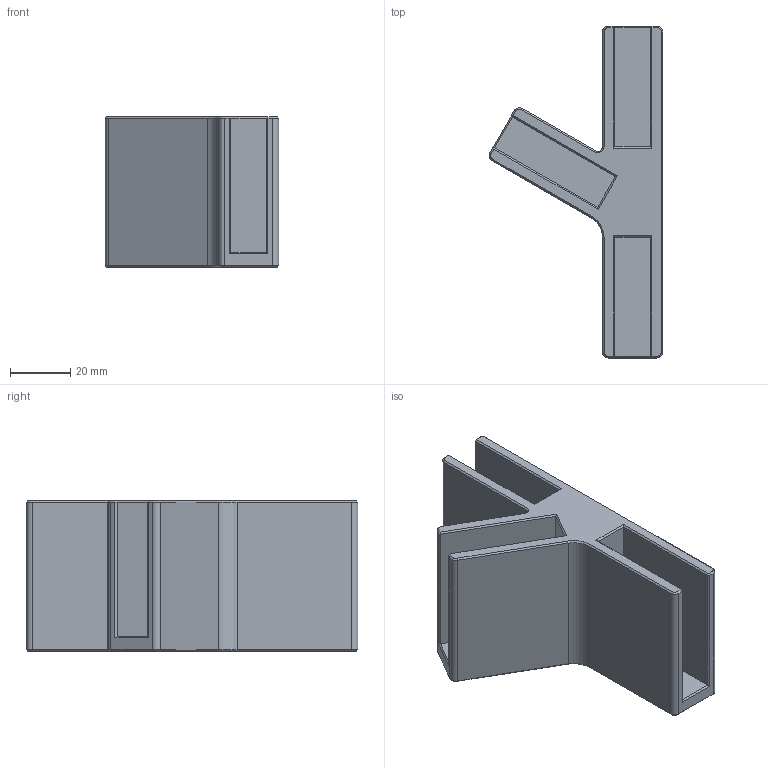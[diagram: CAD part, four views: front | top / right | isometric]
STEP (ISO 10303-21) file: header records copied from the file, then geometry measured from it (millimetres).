
FILE_DESCRIPTION(/* description */ (''),/* implementation_level */ '2;1');
FILE_NAME(/* name */ '3M.stp',/* time_stamp */ '2021-06-04T15:42:58+02:00',/* author */ ('jgraber'),/* organization */ (''),/* preprocessor_version */ 'ST-DEVELOPER v17.2',/* originating_system */ 'Autodesk Inventor 2019',/* authorisation */ '');
FILE_SCHEMA (('AUTOMOTIVE_DESIGN { 1 0 10303 214 3 1 1 }'));
Length unit declared in the file: millimetre
Products named in the file (1): 3M
Bounding box: 57.57 x 110 x 50 mm (x, y, z)
Volume: 84552.1 mm3; surface area: 32674.1 mm2
Topology: 1 solids, 1 shells, 89 faces, 199 edges, 112 vertices
Faces by surface type: plane 65, cone 16, cylinder 8
Entity records: 2410 total; most frequent: DIRECTION 411, CARTESIAN_POINT 401, ORIENTED_EDGE 398, EDGE_CURVE 199, LINE 167, VECTOR 167, AXIS2_PLACEMENT_3D 122, VERTEX_POINT 112
